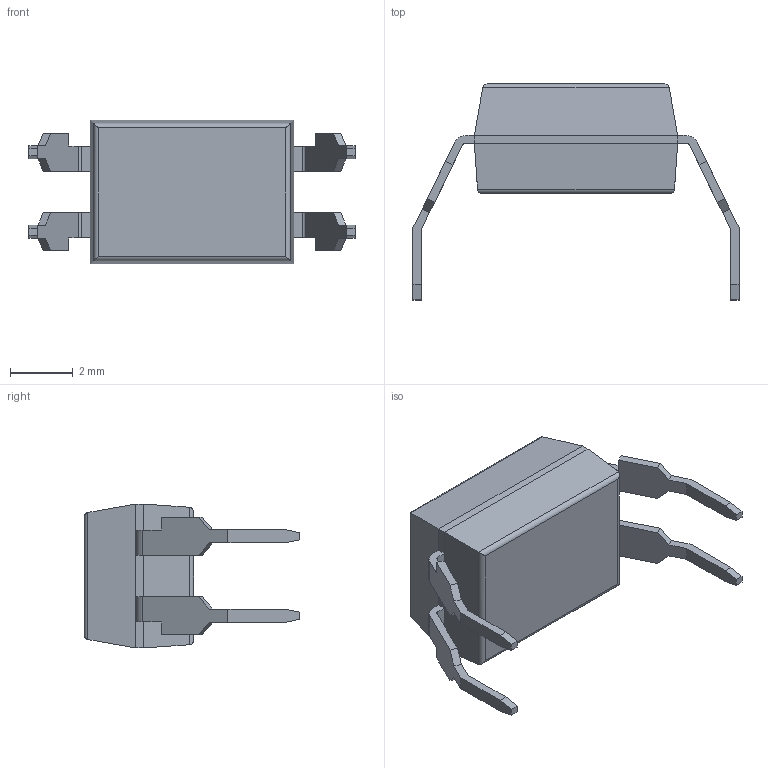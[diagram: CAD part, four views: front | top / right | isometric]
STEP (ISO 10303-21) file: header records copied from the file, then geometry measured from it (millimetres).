
FILE_DESCRIPTION(/* description */ ('STEP AP203'),/* implementation_level */ '2;1');
FILE_NAME(/* name */ 'DIP-4_400 mil.stp',/* time_stamp */ '2018-10-11T15:03:27+02:00',/* author */ ('mmangarudov'),/* organization */ ('LiteON Corp.'),/* preprocessor_version */ 'ST-DEVELOPER v16.1',/* originating_system */ 'Autodesk Inventor 2016',/* authorisation */ '');
FILE_SCHEMA (('AUTOMOTIVE_DESIGN { 1 0 10303 214 3 1 1 }'));
Length unit declared in the file: millimetre
Products named in the file (1): LTV-817M
Bounding box: 10.42 x 6.9 x 4.6 mm (x, y, z)
Volume: 101.6 mm3; surface area: 170.1 mm2
Topology: 1 solids, 1 shells, 112 faces, 311 edges, 202 vertices
Faces by surface type: plane 95, cylinder 17
Full cylindrical faces by diameter (mm): 0.8 x1
Entity records: 3567 total; most frequent: CARTESIAN_POINT 625, ORIENTED_EDGE 620, DIRECTION 562, EDGE_CURVE 310, LINE 284, VECTOR 284, VERTEX_POINT 202, AXIS2_PLACEMENT_3D 139
